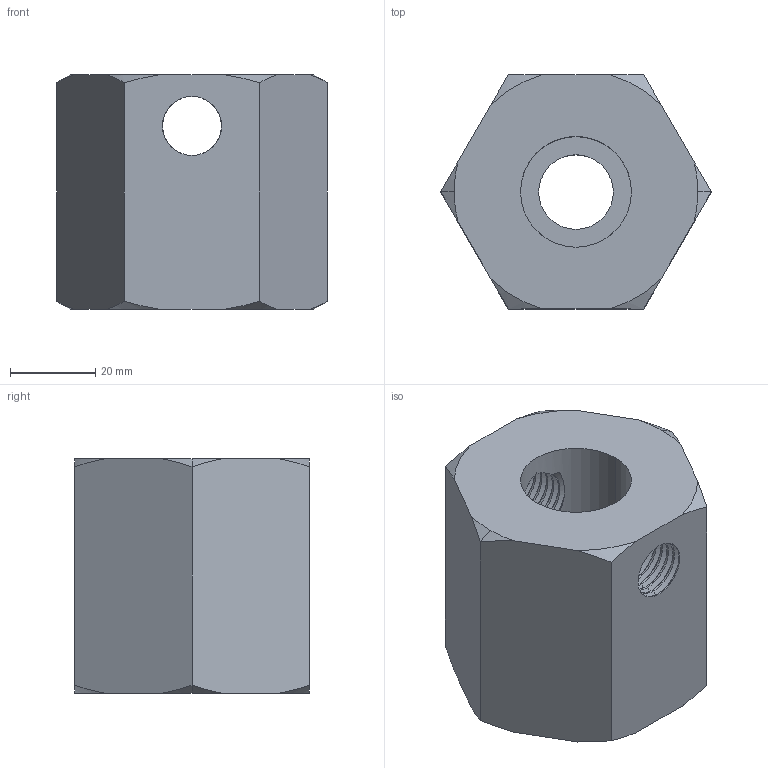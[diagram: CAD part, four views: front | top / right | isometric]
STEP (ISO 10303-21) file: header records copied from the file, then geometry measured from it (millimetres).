
FILE_DESCRIPTION(('STEP AP214'),'1');
FILE_NAME(' ',' ',('TraceParts'),('TraceParts S.A.'),'XStep 1.0',' ',' ');
FILE_SCHEMA(('automotive_design'));
Length unit declared in the file: millimetre
Products named in the file (1): 1
Bounding box: 63.51 x 55 x 55 mm (x, y, z)
Volume: 114513.4 mm3; surface area: 20871 mm2
Topology: 1 solids, 1 shells, 199 faces, 444 edges, 248 vertices
Faces by surface type: cone 84, torus 68, cylinder 38, plane 9
Entity records: 10960 total; most frequent: CARTESIAN_POINT 1492, DIRECTION 1014, STYLED_ITEM 892, PRESENTATION_STYLE_ASSIGNMENT 892, COLOUR_RGB 892, ORIENTED_EDGE 888, AXIS2_PLACEMENT_3D 450, EDGE_CURVE 444
